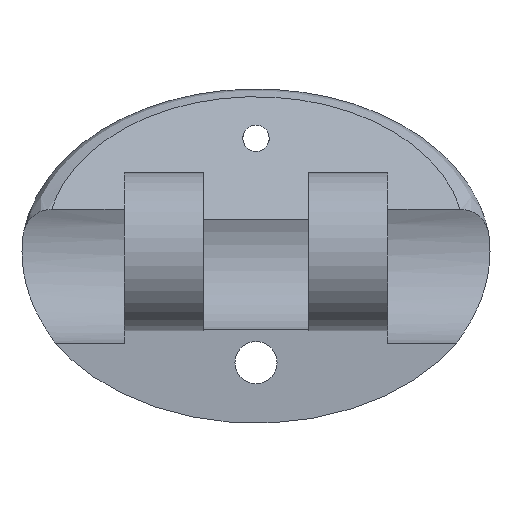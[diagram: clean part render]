
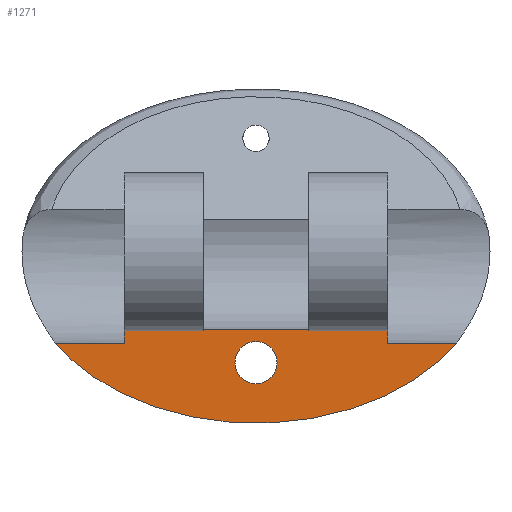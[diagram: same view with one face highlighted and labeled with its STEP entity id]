
A CAD part, front view. The second image highlights one B-rep face of the part: STEP entity #1271.
In plain terms, the highlighted planar face has unit normal (0, -1, 0).
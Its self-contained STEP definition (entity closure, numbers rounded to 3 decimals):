
#1 = ORIENTED_EDGE ( 'NONE', *, *, #211, .F. ) ;
#21 = VERTEX_POINT ( 'NONE', #469 ) ;
#25 = CARTESIAN_POINT ( 'NONE',  ( 0., 0., -3.4 ) ) ;
#93 = FACE_BOUND ( 'NONE', #1241, .T. ) ;
#102 = LINE ( 'NONE', #532, #1339 ) ;
#116 = CARTESIAN_POINT ( 'NONE',  ( 0., 0., -4.2 ) ) ;
#133 = VERTEX_POINT ( 'NONE', #25 ) ;
#138 =( BOUNDED_CURVE ( )  B_SPLINE_CURVE ( 3, ( #1107, #1318, #1122, #1333 ),
 .UNSPECIFIED., .F., .T. ) 
 B_SPLINE_CURVE_WITH_KNOTS ( ( 4, 4 ),
 ( 0.562, 2.58 ),
 .UNSPECIFIED. ) 
 CURVE ( )  GEOMETRIC_REPRESENTATION_ITEM ( )  RATIONAL_B_SPLINE_CURVE ( ( 1., 0.689, 0.689, 1. ) ) 
 REPRESENTATION_ITEM ( '' )  );
#171 = DIRECTION ( 'NONE',  ( 0., 0., 1. ) ) ;
#173 = ORIENTED_EDGE ( 'NONE', *, *, #623, .T. ) ;
#191 = CIRCLE ( 'NONE', #853, 0.8 ) ;
#194 = ORIENTED_EDGE ( 'NONE', *, *, #1246, .F. ) ;
#211 = EDGE_CURVE ( 'NONE', #925, #21, #857, .T. ) ;
#224 = DIRECTION ( 'NONE',  ( 0., 0., 1. ) ) ;
#225 = CARTESIAN_POINT ( 'NONE',  ( 5., 0., -2.958 ) ) ;
#230 = CARTESIAN_POINT ( 'NONE',  ( -5., 0., -2.958 ) ) ;
#231 = EDGE_CURVE ( 'NONE', #898, #299, #954, .T. ) ;
#235 = CARTESIAN_POINT ( 'NONE',  ( 0., 0., -5. ) ) ;
#299 = VERTEX_POINT ( 'NONE', #230 ) ;
#323 = ORIENTED_EDGE ( 'NONE', *, *, #1086, .F. ) ;
#331 = VECTOR ( 'NONE', #590, 1000. ) ;
#340 = VERTEX_POINT ( 'NONE', #450 ) ;
#386 = LINE ( 'NONE', #1311, #485 ) ;
#394 = CARTESIAN_POINT ( 'NONE',  ( -5., 0., -2.958 ) ) ;
#404 = LINE ( 'NONE', #613, #750 ) ;
#418 = DIRECTION ( 'NONE',  ( 0., 1., 0. ) ) ;
#419 = AXIS2_PLACEMENT_3D ( 'NONE', #608, #826, #171 ) ;
#427 = CARTESIAN_POINT ( 'NONE',  ( -5., 0., -3.464 ) ) ;
#450 = CARTESIAN_POINT ( 'NONE',  ( 7.616, 0., -3.464 ) ) ;
#455 = VERTEX_POINT ( 'NONE', #1142 ) ;
#469 = CARTESIAN_POINT ( 'NONE',  ( 5., 0., -3.464 ) ) ;
#485 = VECTOR ( 'NONE', #796, 1000. ) ;
#532 = CARTESIAN_POINT ( 'NONE',  ( 15., 0., -3.464 ) ) ;
#533 = ORIENTED_EDGE ( 'NONE', *, *, #1002, .T. ) ;
#545 = EDGE_LOOP ( 'NONE', ( #194, #323, #1067, #1, #685, #753, #533, #933 ) ) ;
#579 = CIRCLE ( 'NONE', #729, 0.8 ) ;
#583 = VERTEX_POINT ( 'NONE', #235 ) ;
#590 = DIRECTION ( 'NONE',  ( -1., 0., 0. ) ) ;
#593 = VECTOR ( 'NONE', #1144, 1000. ) ;
#608 = CARTESIAN_POINT ( 'NONE',  ( 0., 0., 0. ) ) ;
#613 = CARTESIAN_POINT ( 'NONE',  ( -15., 0., -3.464 ) ) ;
#623 = EDGE_CURVE ( 'NONE', #133, #583, #191, .T. ) ;
#672 = DIRECTION ( 'NONE',  ( 0., 1., 0. ) ) ;
#685 = ORIENTED_EDGE ( 'NONE', *, *, #1124, .F. ) ;
#698 = LINE ( 'NONE', #1009, #1190 ) ;
#729 = AXIS2_PLACEMENT_3D ( 'NONE', #1215, #418, #813 ) ;
#730 = VERTEX_POINT ( 'NONE', #1120 ) ;
#750 = VECTOR ( 'NONE', #932, 1000. ) ;
#753 = ORIENTED_EDGE ( 'NONE', *, *, #1170, .T. ) ;
#796 = DIRECTION ( 'NONE',  ( -1., 0., 0. ) ) ;
#806 = ORIENTED_EDGE ( 'NONE', *, *, #1177, .T. ) ;
#813 = DIRECTION ( 'NONE',  ( 0., 0., 1. ) ) ;
#826 = DIRECTION ( 'NONE',  ( 0., 1., 0. ) ) ;
#853 = AXIS2_PLACEMENT_3D ( 'NONE', #116, #672, #862 ) ;
#857 = LINE ( 'NONE', #1255, #593 ) ;
#862 = DIRECTION ( 'NONE',  ( 0., 0., 1. ) ) ;
#886 = EDGE_CURVE ( 'NONE', #21, #340, #102, .T. ) ;
#898 = VERTEX_POINT ( 'NONE', #427 ) ;
#924 = PLANE ( 'NONE',  #419 ) ;
#925 = VERTEX_POINT ( 'NONE', #225 ) ;
#932 = DIRECTION ( 'NONE',  ( 1., 0., 0. ) ) ;
#933 = ORIENTED_EDGE ( 'NONE', *, *, #231, .F. ) ;
#950 = DIRECTION ( 'NONE',  ( 1., 0., 0. ) ) ;
#954 = LINE ( 'NONE', #1262, #1162 ) ;
#1002 = EDGE_CURVE ( 'NONE', #1161, #299, #1015, .T. ) ;
#1009 = CARTESIAN_POINT ( 'NONE',  ( 5., 0., -2.958 ) ) ;
#1015 = LINE ( 'NONE', #394, #331 ) ;
#1067 = ORIENTED_EDGE ( 'NONE', *, *, #886, .F. ) ;
#1086 = EDGE_CURVE ( 'NONE', #340, #730, #138, .T. ) ;
#1107 = CARTESIAN_POINT ( 'NONE',  ( 7.616, 0., -3.464 ) ) ;
#1116 = FACE_OUTER_BOUND ( 'NONE', #545, .T. ) ;
#1120 = CARTESIAN_POINT ( 'NONE',  ( -7.616, 0., -3.464 ) ) ;
#1122 = CARTESIAN_POINT ( 'NONE',  ( -3.687, 0., -7.97 ) ) ;
#1124 = EDGE_CURVE ( 'NONE', #455, #925, #698, .T. ) ;
#1129 = DIRECTION ( 'NONE',  ( 1., 0., 0. ) ) ;
#1142 = CARTESIAN_POINT ( 'NONE',  ( 2., 0., -2.958 ) ) ;
#1144 = DIRECTION ( 'NONE',  ( 0., 0., -1. ) ) ;
#1161 = VERTEX_POINT ( 'NONE', #1326 ) ;
#1162 = VECTOR ( 'NONE', #224, 1000. ) ;
#1170 = EDGE_CURVE ( 'NONE', #455, #1161, #386, .T. ) ;
#1177 = EDGE_CURVE ( 'NONE', #583, #133, #579, .T. ) ;
#1190 = VECTOR ( 'NONE', #1129, 1000. ) ;
#1215 = CARTESIAN_POINT ( 'NONE',  ( 0., 0., -4.2 ) ) ;
#1241 = EDGE_LOOP ( 'NONE', ( #806, #173 ) ) ;
#1246 = EDGE_CURVE ( 'NONE', #730, #898, #404, .T. ) ;
#1255 = CARTESIAN_POINT ( 'NONE',  ( 5., 0., 0. ) ) ;
#1262 = CARTESIAN_POINT ( 'NONE',  ( -5., 0., 0. ) ) ;
#1271 = ADVANCED_FACE ( 'NONE', ( #93, #1116 ), #924, .F. ) ;
#1311 = CARTESIAN_POINT ( 'NONE',  ( -2., 0., -2.958 ) ) ;
#1318 = CARTESIAN_POINT ( 'NONE',  ( 3.687, 0., -7.97 ) ) ;
#1326 = CARTESIAN_POINT ( 'NONE',  ( -2., 0., -2.958 ) ) ;
#1333 = CARTESIAN_POINT ( 'NONE',  ( -7.616, 0., -3.464 ) ) ;
#1339 = VECTOR ( 'NONE', #950, 1000. ) ;
